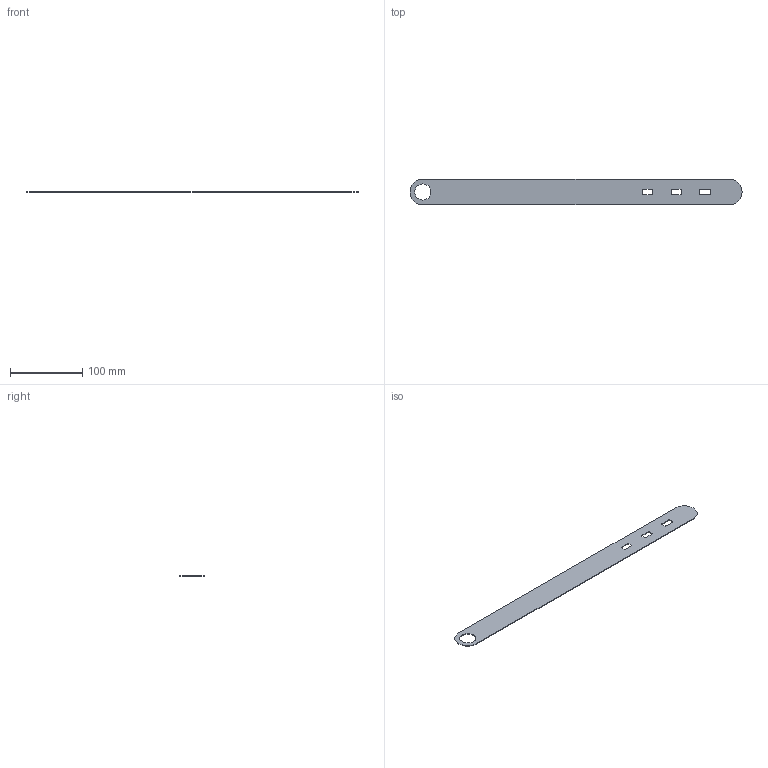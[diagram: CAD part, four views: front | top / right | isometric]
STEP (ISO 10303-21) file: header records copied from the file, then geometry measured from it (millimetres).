
FILE_DESCRIPTION (( 'STEP AP203' ), '1' );
FILE_NAME ('MS001-A.05.007SL.1.1馱釬怢蚾庉沭.step', '2021-08-27T10:48:41', ( 'Windows User' ), ( 'P R C' ), 'SwSTEP 2.0', 'SolidWorks 2016', '' );
FILE_SCHEMA (( 'CONFIG_CONTROL_DESIGN' ));
Length unit declared in the file: millimetre
Products named in the file (1): MS001-A.05.007SL.1.1馱釬怢蚾庉沭
Bounding box: 459.7 x 35.7 x 1 mm (x, y, z)
Volume: 15417.1 mm3; surface area: 31993.5 mm2
Topology: 1 solids, 1 shells, 33 faces, 93 edges, 62 vertices
Faces by surface type: cylinder 17, plane 16
Entity records: 1174 total; most frequent: DIRECTION 195, CARTESIAN_POINT 189, ORIENTED_EDGE 186, EDGE_CURVE 93, AXIS2_PLACEMENT_3D 68, VERTEX_POINT 62, LINE 59, VECTOR 59
